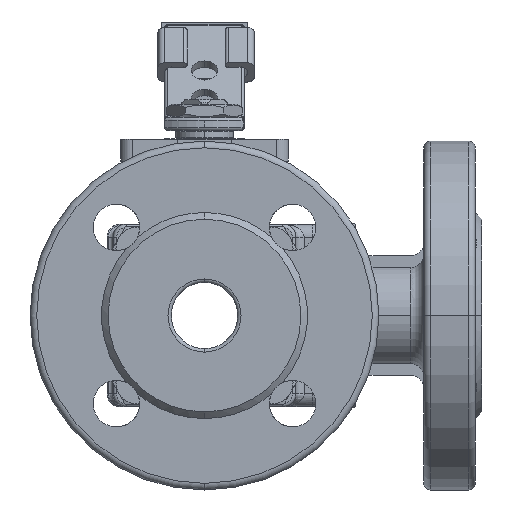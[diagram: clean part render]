
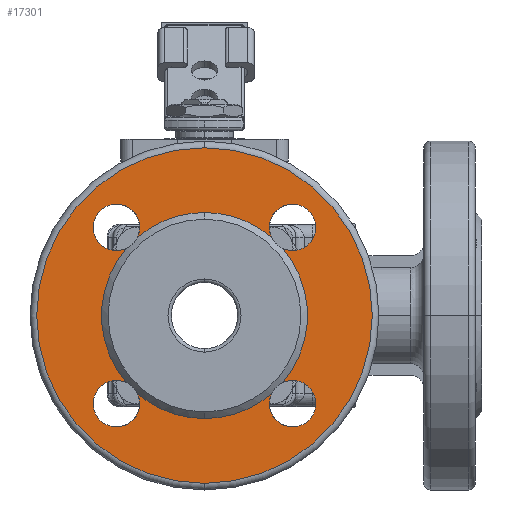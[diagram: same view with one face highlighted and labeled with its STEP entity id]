
A CAD part, left-side view. The second image highlights one B-rep face of the part: STEP entity #17301.
In plain terms, the highlighted face is planar.
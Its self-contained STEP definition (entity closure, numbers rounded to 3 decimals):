
#607=PLANE('',#19831);
#7566=ORIENTED_EDGE('',*,*,#11300,.T.);
#7567=ORIENTED_EDGE('',*,*,#11301,.T.);
#7568=ORIENTED_EDGE('',*,*,#11218,.T.);
#7569=ORIENTED_EDGE('',*,*,#11302,.T.);
#7570=ORIENTED_EDGE('',*,*,#11220,.T.);
#7571=ORIENTED_EDGE('',*,*,#11303,.T.);
#7572=ORIENTED_EDGE('',*,*,#11224,.T.);
#7573=ORIENTED_EDGE('',*,*,#11304,.T.);
#7574=ORIENTED_EDGE('',*,*,#11226,.T.);
#7575=ORIENTED_EDGE('',*,*,#11305,.T.);
#7576=ORIENTED_EDGE('',*,*,#11306,.T.);
#7577=ORIENTED_EDGE('',*,*,#11307,.T.);
#7578=ORIENTED_EDGE('',*,*,#11230,.T.);
#7579=ORIENTED_EDGE('',*,*,#11308,.T.);
#7580=ORIENTED_EDGE('',*,*,#11309,.T.);
#7581=ORIENTED_EDGE('',*,*,#11310,.T.);
#7582=ORIENTED_EDGE('',*,*,#11234,.T.);
#7583=ORIENTED_EDGE('',*,*,#11311,.T.);
#7584=ORIENTED_EDGE('',*,*,#11184,.T.);
#7585=ORIENTED_EDGE('',*,*,#11312,.T.);
#11184=EDGE_CURVE('',#13283,#13281,#14254,.T.);
#11218=EDGE_CURVE('',#13313,#13311,#14279,.T.);
#11220=EDGE_CURVE('',#13315,#13314,#14280,.T.);
#11224=EDGE_CURVE('',#13319,#13317,#14282,.T.);
#11226=EDGE_CURVE('',#13321,#13320,#14283,.T.);
#11230=EDGE_CURVE('',#13325,#13323,#14285,.T.);
#11234=EDGE_CURVE('',#13329,#13327,#14287,.T.);
#11300=EDGE_CURVE('',#13361,#13362,#14307,.T.);
#11301=EDGE_CURVE('',#13362,#13313,#14308,.T.);
#11302=EDGE_CURVE('',#13311,#13315,#14309,.T.);
#11303=EDGE_CURVE('',#13314,#13319,#14310,.T.);
#11304=EDGE_CURVE('',#13317,#13321,#14311,.T.);
#11305=EDGE_CURVE('',#13320,#13363,#14312,.T.);
#11306=EDGE_CURVE('',#13363,#13364,#14313,.T.);
#11307=EDGE_CURVE('',#13364,#13325,#14314,.T.);
#11308=EDGE_CURVE('',#13323,#13365,#14315,.T.);
#11309=EDGE_CURVE('',#13365,#13366,#14316,.T.);
#11310=EDGE_CURVE('',#13366,#13329,#14317,.T.);
#11311=EDGE_CURVE('',#13327,#13361,#14318,.T.);
#11312=EDGE_CURVE('',#13281,#13283,#14319,.T.);
#13281=VERTEX_POINT('',#34401);
#13283=VERTEX_POINT('',#34404);
#13311=VERTEX_POINT('',#34474);
#13313=VERTEX_POINT('',#34477);
#13314=VERTEX_POINT('',#34485);
#13315=VERTEX_POINT('',#34487);
#13317=VERTEX_POINT('',#34493);
#13319=VERTEX_POINT('',#34496);
#13320=VERTEX_POINT('',#34504);
#13321=VERTEX_POINT('',#34506);
#13323=VERTEX_POINT('',#34512);
#13325=VERTEX_POINT('',#34515);
#13327=VERTEX_POINT('',#34521);
#13329=VERTEX_POINT('',#34524);
#13361=VERTEX_POINT('',#34655);
#13362=VERTEX_POINT('',#34656);
#13363=VERTEX_POINT('',#34662);
#13364=VERTEX_POINT('',#34664);
#13365=VERTEX_POINT('',#34667);
#13366=VERTEX_POINT('',#34669);
#14254=CIRCLE('',#19742,50.5);
#14279=CIRCLE('',#19776,7.);
#14280=CIRCLE('',#19777,7.);
#14282=CIRCLE('',#19780,7.);
#14283=CIRCLE('',#19781,7.);
#14285=CIRCLE('',#19784,7.);
#14287=CIRCLE('',#19787,7.);
#14307=CIRCLE('',#19832,31.);
#14308=CIRCLE('',#19833,31.);
#14309=CIRCLE('',#19834,7.);
#14310=CIRCLE('',#19835,31.);
#14311=CIRCLE('',#19836,7.);
#14312=CIRCLE('',#19837,31.);
#14313=CIRCLE('',#19838,31.);
#14314=CIRCLE('',#19839,7.);
#14315=CIRCLE('',#19840,7.);
#14316=CIRCLE('',#19841,31.);
#14317=CIRCLE('',#19842,7.);
#14318=CIRCLE('',#19843,7.);
#14319=CIRCLE('',#19844,50.5);
#15175=EDGE_LOOP('',(#7566,#7567,#7568,#7569,#7570,#7571,#7572,#7573,#7574,
#7575,#7576,#7577,#7578,#7579,#7580,#7581,#7582,#7583));
#15176=EDGE_LOOP('',(#7584,#7585));
#16264=FACE_BOUND('',#15175,.T.);
#16265=FACE_BOUND('',#15176,.T.);
#17301=ADVANCED_FACE('',(#16264,#16265),#607,.F.);
#19742=AXIS2_PLACEMENT_3D('',#34403,#22658,#22659);
#19776=AXIS2_PLACEMENT_3D('',#34476,#22735,#22736);
#19777=AXIS2_PLACEMENT_3D('',#34486,#22737,#22738);
#19780=AXIS2_PLACEMENT_3D('',#34495,#22745,#22746);
#19781=AXIS2_PLACEMENT_3D('',#34505,#22747,#22748);
#19784=AXIS2_PLACEMENT_3D('',#34514,#22755,#22756);
#19787=AXIS2_PLACEMENT_3D('',#34523,#22763,#22764);
#19831=AXIS2_PLACEMENT_3D('',#34653,#22895,#22896);
#19832=AXIS2_PLACEMENT_3D('',#34654,#22897,#22898);
#19833=AXIS2_PLACEMENT_3D('',#34657,#22899,#22900);
#19834=AXIS2_PLACEMENT_3D('',#34658,#22901,#22902);
#19835=AXIS2_PLACEMENT_3D('',#34659,#22903,#22904);
#19836=AXIS2_PLACEMENT_3D('',#34660,#22905,#22906);
#19837=AXIS2_PLACEMENT_3D('',#34661,#22907,#22908);
#19838=AXIS2_PLACEMENT_3D('',#34663,#22909,#22910);
#19839=AXIS2_PLACEMENT_3D('',#34665,#22911,#22912);
#19840=AXIS2_PLACEMENT_3D('',#34666,#22913,#22914);
#19841=AXIS2_PLACEMENT_3D('',#34668,#22915,#22916);
#19842=AXIS2_PLACEMENT_3D('',#34670,#22917,#22918);
#19843=AXIS2_PLACEMENT_3D('',#34671,#22919,#22920);
#19844=AXIS2_PLACEMENT_3D('',#34672,#22921,#22922);
#22658=DIRECTION('',(1.,0.,0.));
#22659=DIRECTION('',(0.,0.,1.));
#22735=DIRECTION('',(-1.,0.,0.));
#22736=DIRECTION('',(0.,0.,1.));
#22737=DIRECTION('',(-1.,0.,0.));
#22738=DIRECTION('',(0.,0.,1.));
#22745=DIRECTION('',(-1.,0.,0.));
#22746=DIRECTION('',(0.,0.,1.));
#22747=DIRECTION('',(-1.,0.,0.));
#22748=DIRECTION('',(0.,0.,1.));
#22755=DIRECTION('',(-1.,0.,0.));
#22756=DIRECTION('',(0.,0.,1.));
#22763=DIRECTION('',(-1.,0.,0.));
#22764=DIRECTION('',(0.,0.,1.));
#22895=DIRECTION('',(-1.,0.,0.));
#22896=DIRECTION('',(0.,0.,1.));
#22897=DIRECTION('',(-1.,0.,0.));
#22898=DIRECTION('',(0.,0.,1.));
#22899=DIRECTION('',(-1.,0.,0.));
#22900=DIRECTION('',(0.,0.,1.));
#22901=DIRECTION('',(-1.,0.,0.));
#22902=DIRECTION('',(0.,0.,1.));
#22903=DIRECTION('',(-1.,0.,0.));
#22904=DIRECTION('',(0.,0.,1.));
#22905=DIRECTION('',(-1.,0.,0.));
#22906=DIRECTION('',(0.,0.,1.));
#22907=DIRECTION('',(-1.,0.,0.));
#22908=DIRECTION('',(0.,0.,1.));
#22909=DIRECTION('',(-1.,0.,0.));
#22910=DIRECTION('',(0.,0.,1.));
#22911=DIRECTION('',(-1.,0.,0.));
#22912=DIRECTION('',(0.,0.,1.));
#22913=DIRECTION('',(-1.,0.,0.));
#22914=DIRECTION('',(0.,0.,1.));
#22915=DIRECTION('',(-1.,0.,0.));
#22916=DIRECTION('',(0.,0.,1.));
#22917=DIRECTION('',(-1.,0.,0.));
#22918=DIRECTION('',(0.,0.,1.));
#22919=DIRECTION('',(-1.,0.,0.));
#22920=DIRECTION('',(0.,0.,1.));
#22921=DIRECTION('',(1.,0.,0.));
#22922=DIRECTION('',(0.,0.,1.));
#34401=CARTESIAN_POINT('',(-2.,0.,-50.5));
#34403=CARTESIAN_POINT('',(-2.,0.,0.));
#34404=CARTESIAN_POINT('',(-2.,0.,50.5));
#34474=CARTESIAN_POINT('',(-2.,-26.517,-33.517));
#34476=CARTESIAN_POINT('',(-2.,-26.517,-26.517));
#34477=CARTESIAN_POINT('',(-2.,-20.188,-23.526));
#34485=CARTESIAN_POINT('',(-2.,-23.526,-20.188));
#34486=CARTESIAN_POINT('',(-2.,-26.517,-26.517));
#34487=CARTESIAN_POINT('',(-2.,-26.517,-19.517));
#34493=CARTESIAN_POINT('',(-2.,-26.517,19.517));
#34495=CARTESIAN_POINT('',(-2.,-26.517,26.517));
#34496=CARTESIAN_POINT('',(-2.,-23.526,20.188));
#34504=CARTESIAN_POINT('',(-2.,-20.188,23.526));
#34505=CARTESIAN_POINT('',(-2.,-26.517,26.517));
#34506=CARTESIAN_POINT('',(-2.,-26.517,33.517));
#34512=CARTESIAN_POINT('',(-2.,26.517,19.517));
#34514=CARTESIAN_POINT('',(-2.,26.517,26.517));
#34515=CARTESIAN_POINT('',(-2.,26.517,33.517));
#34521=CARTESIAN_POINT('',(-2.,26.517,-33.517));
#34523=CARTESIAN_POINT('',(-2.,26.517,-26.517));
#34524=CARTESIAN_POINT('',(-2.,26.517,-19.517));
#34653=CARTESIAN_POINT('',(-2.,31.,0.));
#34654=CARTESIAN_POINT('',(-2.,0.,0.));
#34655=CARTESIAN_POINT('',(-2.,20.188,-23.526));
#34656=CARTESIAN_POINT('',(-2.,0.,-31.));
#34657=CARTESIAN_POINT('',(-2.,0.,0.));
#34658=CARTESIAN_POINT('',(-2.,-26.517,-26.517));
#34659=CARTESIAN_POINT('',(-2.,0.,0.));
#34660=CARTESIAN_POINT('',(-2.,-26.517,26.517));
#34661=CARTESIAN_POINT('',(-2.,0.,0.));
#34662=CARTESIAN_POINT('',(-2.,0.,31.));
#34663=CARTESIAN_POINT('',(-2.,0.,0.));
#34664=CARTESIAN_POINT('',(-2.,20.188,23.526));
#34665=CARTESIAN_POINT('',(-2.,26.517,26.517));
#34666=CARTESIAN_POINT('',(-2.,26.517,26.517));
#34667=CARTESIAN_POINT('',(-2.,23.526,20.188));
#34668=CARTESIAN_POINT('',(-2.,0.,0.));
#34669=CARTESIAN_POINT('',(-2.,23.526,-20.188));
#34670=CARTESIAN_POINT('',(-2.,26.517,-26.517));
#34671=CARTESIAN_POINT('',(-2.,26.517,-26.517));
#34672=CARTESIAN_POINT('',(-2.,0.,0.));
